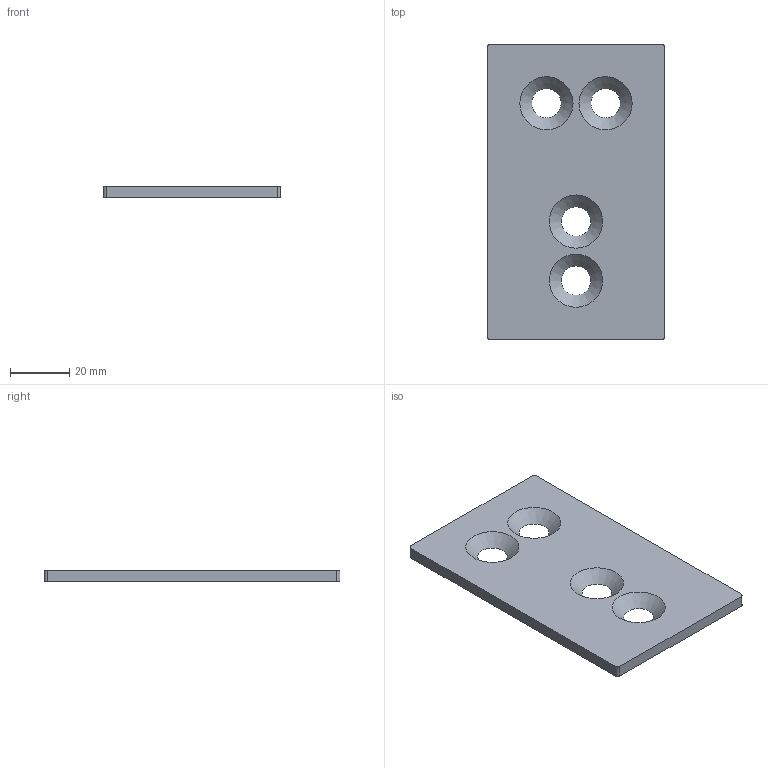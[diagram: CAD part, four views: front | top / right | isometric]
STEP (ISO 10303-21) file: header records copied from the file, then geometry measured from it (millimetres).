
FILE_DESCRIPTION(/* description */ ('PIATTO DI FISS. PALO 60X60 A TRAVERSA'),/* implementation_level */ '2;1');
FILE_NAME(/* name */ 'DPSXX0000959.stp',/* time_stamp */ '2024-02-23T09:02:10+01:00',/* author */ ('tecnico9'),/* organization */ (''),/* preprocessor_version */ 'ST-DEVELOPER v18.1',/* originating_system */ 'Autodesk Inventor 2022',/* authorisation */ '');
FILE_SCHEMA (('AUTOMOTIVE_DESIGN { 1 0 10303 214 3 1 1 }'));
Length unit declared in the file: millimetre
Products named in the file (1): DPSXX0000959
Bounding box: 60 x 100 x 4 mm (x, y, z)
Volume: 21466.4 mm3; surface area: 12934.5 mm2
Topology: 1 solids, 1 shells, 14 faces, 36 edges, 24 vertices
Faces by surface type: plane 6, cone 4, cylinder 4
Entity records: 495 total; most frequent: DIRECTION 82, CARTESIAN_POINT 75, ORIENTED_EDGE 72, EDGE_CURVE 36, AXIS2_PLACEMENT_3D 31, VERTEX_POINT 24, EDGE_LOOP 22, LINE 20
